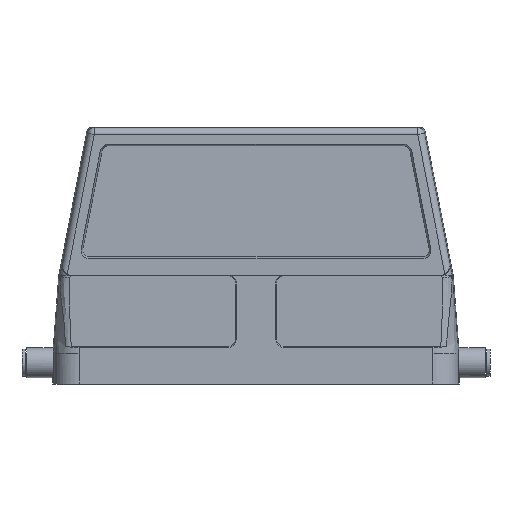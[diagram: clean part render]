
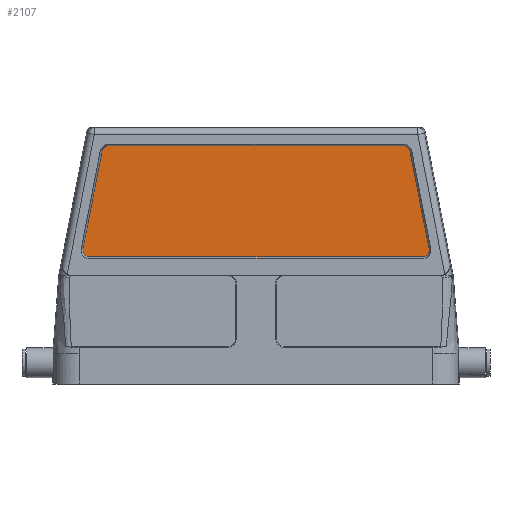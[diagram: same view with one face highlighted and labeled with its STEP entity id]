
A CAD part, front view. The second image highlights one B-rep face of the part: STEP entity #2107.
In plain terms, the highlighted planar face has unit normal (0, -1, 0).
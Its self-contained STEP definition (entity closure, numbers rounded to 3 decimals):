
#958=PLANE('',#6329);
#1288=LINE('',#8946,#1732);
#1289=LINE('',#8951,#1733);
#1290=LINE('',#8955,#1734);
#1291=LINE('',#8959,#1735);
#1732=VECTOR('',#7044,1.);
#1733=VECTOR('',#7047,1.);
#1734=VECTOR('',#7050,1.);
#1735=VECTOR('',#7053,1.);
#2107=ADVANCED_FACE('',(#2435),#958,.F.);
#2435=FACE_OUTER_BOUND('',#2725,.T.);
#2725=EDGE_LOOP('',(#3445,#3446,#3447,#3448,#3449,#3450,#3451,#3452));
#3061=CIRCLE('',#6325,1.972);
#3062=CIRCLE('',#6326,1.972);
#3063=CIRCLE('',#6327,1.972);
#3064=CIRCLE('',#6328,1.972);
#3445=ORIENTED_EDGE('',*,*,#5455,.T.);
#3446=ORIENTED_EDGE('',*,*,#5456,.T.);
#3447=ORIENTED_EDGE('',*,*,#5457,.F.);
#3448=ORIENTED_EDGE('',*,*,#5458,.F.);
#3449=ORIENTED_EDGE('',*,*,#5459,.F.);
#3450=ORIENTED_EDGE('',*,*,#5460,.T.);
#3451=ORIENTED_EDGE('',*,*,#5461,.T.);
#3452=ORIENTED_EDGE('',*,*,#5462,.T.);
#4920=VERTEX_POINT('',#8947);
#4921=VERTEX_POINT('',#8948);
#4922=VERTEX_POINT('',#8950);
#4923=VERTEX_POINT('',#8952);
#4924=VERTEX_POINT('',#8954);
#4925=VERTEX_POINT('',#8956);
#4926=VERTEX_POINT('',#8958);
#4927=VERTEX_POINT('',#8960);
#5455=EDGE_CURVE('',#4920,#4921,#1288,.T.);
#5456=EDGE_CURVE('',#4921,#4922,#3061,.T.);
#5457=EDGE_CURVE('',#4923,#4922,#1289,.T.);
#5458=EDGE_CURVE('',#4924,#4923,#3062,.T.);
#5459=EDGE_CURVE('',#4925,#4924,#1290,.T.);
#5460=EDGE_CURVE('',#4925,#4926,#3063,.T.);
#5461=EDGE_CURVE('',#4926,#4927,#1291,.T.);
#5462=EDGE_CURVE('',#4927,#4920,#3064,.T.);
#6325=AXIS2_PLACEMENT_3D('',#8949,#7045,#7046);
#6326=AXIS2_PLACEMENT_3D('',#8953,#7048,#7049);
#6327=AXIS2_PLACEMENT_3D('',#8957,#7051,#7052);
#6328=AXIS2_PLACEMENT_3D('',#8961,#7054,#7055);
#6329=AXIS2_PLACEMENT_3D('',#8962,#7056,#7057);
#7044=DIRECTION('',(-0.191,0.,0.982));
#7045=DIRECTION('',(0.,-1.,0.));
#7046=DIRECTION('',(0.,0.,1.));
#7047=DIRECTION('',(1.,0.,0.));
#7048=DIRECTION('',(0.,1.,0.));
#7049=DIRECTION('',(0.,0.,1.));
#7050=DIRECTION('',(0.191,0.,0.982));
#7051=DIRECTION('',(0.,-1.,0.));
#7052=DIRECTION('',(0.,0.,1.));
#7053=DIRECTION('',(1.,0.,0.));
#7054=DIRECTION('',(0.,-1.,0.));
#7055=DIRECTION('',(0.,0.,1.));
#7056=DIRECTION('',(0.,1.,0.));
#7057=DIRECTION('',(0.,0.,-1.));
#8946=CARTESIAN_POINT('',(51.088,-21.05,30.726));
#8947=CARTESIAN_POINT('',(51.088,-21.05,30.726));
#8948=CARTESIAN_POINT('',(45.48,-21.05,59.576));
#8949=CARTESIAN_POINT('',(43.544,-21.05,59.2));
#8950=CARTESIAN_POINT('',(43.544,-21.05,61.172));
#8951=CARTESIAN_POINT('',(43.544,-21.05,61.172));
#8952=CARTESIAN_POINT('',(-43.544,-21.05,61.172));
#8953=CARTESIAN_POINT('',(-43.544,-21.05,59.2));
#8954=CARTESIAN_POINT('',(-45.48,-21.05,59.576));
#8955=CARTESIAN_POINT('',(-42.309,-21.05,75.888));
#8956=CARTESIAN_POINT('',(-51.088,-21.05,30.726));
#8957=CARTESIAN_POINT('',(-49.152,-21.05,30.35));
#8958=CARTESIAN_POINT('',(-49.152,-21.05,28.378));
#8959=CARTESIAN_POINT('',(51.606,-21.05,28.378));
#8960=CARTESIAN_POINT('',(49.152,-21.05,28.378));
#8961=CARTESIAN_POINT('',(49.152,-21.05,30.35));
#8962=CARTESIAN_POINT('',(43.544,-21.05,59.2));
